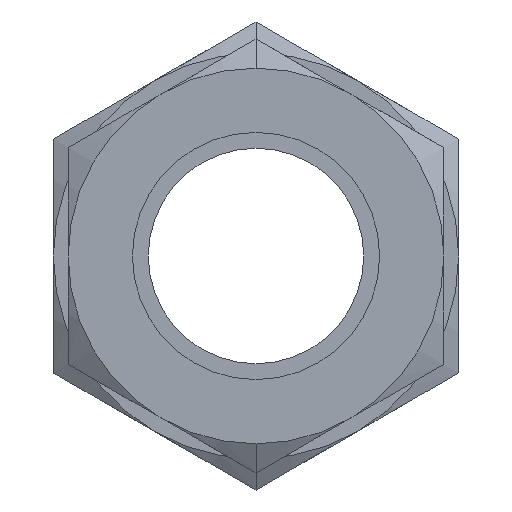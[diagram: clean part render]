
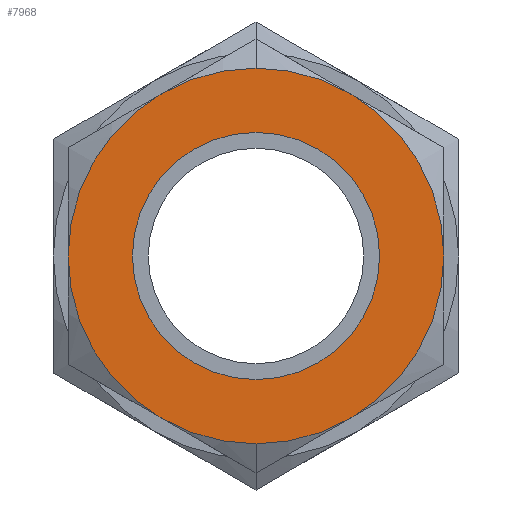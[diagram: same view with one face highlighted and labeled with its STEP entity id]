
A CAD part, left-side view. The second image highlights one B-rep face of the part: STEP entity #7968.
In plain terms, the highlighted planar face has unit normal (-1, 0, 0).
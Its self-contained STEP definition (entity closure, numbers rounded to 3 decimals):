
#226 = CARTESIAN_POINT ( 'NONE',  ( 0., 0., 0. ) ) ;
#275 = CARTESIAN_POINT ( 'NONE',  ( 0., 0., 12.5 ) ) ;
#312 = CIRCLE ( 'NONE', #5815, 12.5 ) ;
#1075 = EDGE_CURVE ( 'NONE', #7212, #5118, #7648, .T. ) ;
#1567 = DIRECTION ( 'NONE',  ( 1., 0., 0. ) ) ;
#1968 = PLANE ( 'NONE',  #3491 ) ;
#2162 = AXIS2_PLACEMENT_3D ( 'NONE', #226, #8531, #7637 ) ;
#2695 = CIRCLE ( 'NONE', #6772, 19. ) ;
#3017 = CARTESIAN_POINT ( 'NONE',  ( 0., 0., 0. ) ) ;
#3038 = EDGE_CURVE ( 'NONE', #8268, #7548, #9060, .T. ) ;
#3385 = CARTESIAN_POINT ( 'NONE',  ( 0., 0., -19. ) ) ;
#3491 = AXIS2_PLACEMENT_3D ( 'NONE', #9404, #8007, #8807 ) ;
#3530 = ORIENTED_EDGE ( 'NONE', *, *, #7249, .T. ) ;
#3773 = EDGE_CURVE ( 'NONE', #7548, #8268, #2695, .T. ) ;
#3998 = ORIENTED_EDGE ( 'NONE', *, *, #3038, .F. ) ;
#4341 = AXIS2_PLACEMENT_3D ( 'NONE', #3017, #6018, #5343 ) ;
#5118 = VERTEX_POINT ( 'NONE', #275 ) ;
#5343 = DIRECTION ( 'NONE',  ( 0., 0., -1. ) ) ;
#5461 = DIRECTION ( 'NONE',  ( 0., 0., 1. ) ) ;
#5808 = FACE_BOUND ( 'NONE', #5939, .T. ) ;
#5815 = AXIS2_PLACEMENT_3D ( 'NONE', #9250, #1567, #6280 ) ;
#5871 = ORIENTED_EDGE ( 'NONE', *, *, #1075, .T. ) ;
#5939 = EDGE_LOOP ( 'NONE', ( #5871, #3530 ) ) ;
#6018 = DIRECTION ( 'NONE',  ( 1., 0., 0. ) ) ;
#6280 = DIRECTION ( 'NONE',  ( 0., 0., 1. ) ) ;
#6772 = AXIS2_PLACEMENT_3D ( 'NONE', #9202, #8644, #5461 ) ;
#6845 = CARTESIAN_POINT ( 'NONE',  ( 0., 0., 19. ) ) ;
#7212 = VERTEX_POINT ( 'NONE', #8662 ) ;
#7249 = EDGE_CURVE ( 'NONE', #5118, #7212, #312, .T. ) ;
#7548 = VERTEX_POINT ( 'NONE', #6845 ) ;
#7637 = DIRECTION ( 'NONE',  ( 0., 0., -1. ) ) ;
#7648 = CIRCLE ( 'NONE', #2162, 12.5 ) ;
#7739 = EDGE_LOOP ( 'NONE', ( #9191, #3998 ) ) ;
#7864 = FACE_OUTER_BOUND ( 'NONE', #7739, .T. ) ;
#7968 = ADVANCED_FACE ( 'NONE', ( #5808, #7864 ), #1968, .T. ) ;
#8007 = DIRECTION ( 'NONE',  ( -1., 0., 0. ) ) ;
#8268 = VERTEX_POINT ( 'NONE', #3385 ) ;
#8531 = DIRECTION ( 'NONE',  ( 1., 0., 0. ) ) ;
#8644 = DIRECTION ( 'NONE',  ( 1., 0., 0. ) ) ;
#8662 = CARTESIAN_POINT ( 'NONE',  ( 0., 0., -12.5 ) ) ;
#8807 = DIRECTION ( 'NONE',  ( 0., 0., 1. ) ) ;
#9060 = CIRCLE ( 'NONE', #4341, 19. ) ;
#9191 = ORIENTED_EDGE ( 'NONE', *, *, #3773, .F. ) ;
#9202 = CARTESIAN_POINT ( 'NONE',  ( 0., 0., 0. ) ) ;
#9250 = CARTESIAN_POINT ( 'NONE',  ( 0., 0., 0. ) ) ;
#9404 = CARTESIAN_POINT ( 'NONE',  ( 0., 0., 9.5 ) ) ;
